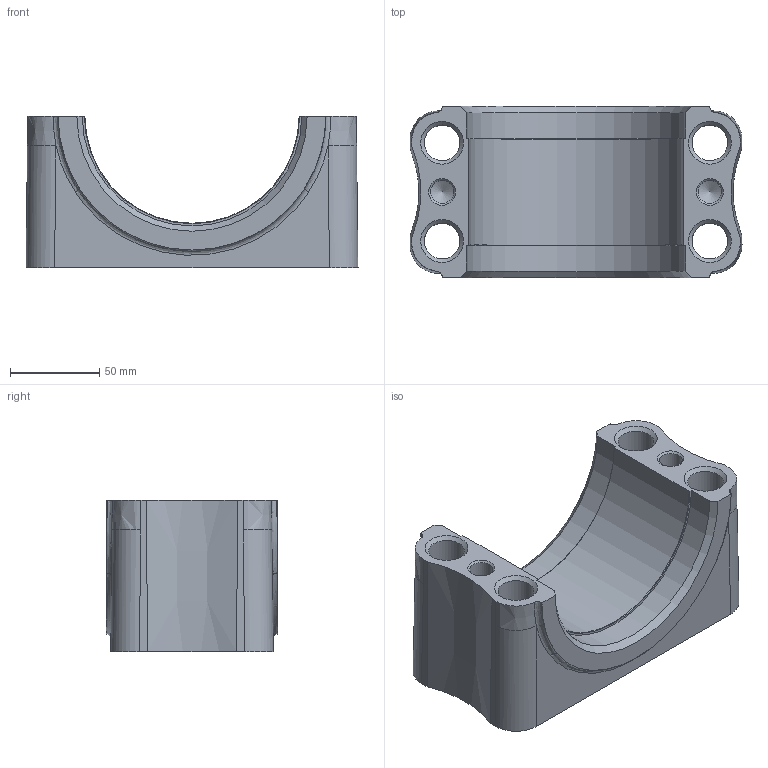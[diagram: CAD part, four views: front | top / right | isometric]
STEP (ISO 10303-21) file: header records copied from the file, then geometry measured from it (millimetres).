
FILE_DESCRIPTION (( 'STEP AP203' ), '1' );
FILE_NAME ('302B03-衝桿座.STEP', '2023-09-28T05:54:50', ( '' ), ( '' ), 'SwSTEP 2.0', 'SolidWorks 2018', '' );
FILE_SCHEMA (( 'CONFIG_CONTROL_DESIGN' ));
Length unit declared in the file: millimetre
Products named in the file (1): 302B03-衝桿座
Bounding box: 186 x 96 x 85 mm (x, y, z)
Volume: 749104.6 mm3; surface area: 94756.6 mm2
Topology: 1 solids, 1 shells, 64 faces, 170 edges, 108 vertices
Faces by surface type: cone 22, cylinder 19, plane 13, bspline 10
Full cylindrical faces by diameter (mm): 13 x4, 20 x4
Entity records: 2587 total; most frequent: CARTESIAN_POINT 1155, ORIENTED_EDGE 268, DIRECTION 266, EDGE_CURVE 134, AXIS2_PLACEMENT_3D 111, EDGE_LOOP 96, VERTEX_POINT 96, FACE_OUTER_BOUND 72
